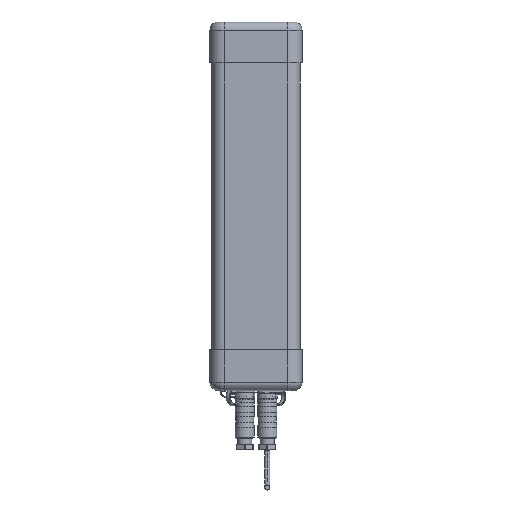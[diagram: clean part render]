
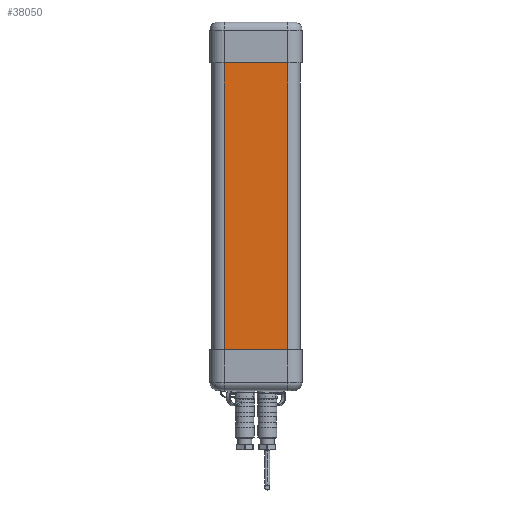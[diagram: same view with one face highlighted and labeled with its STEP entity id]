
A CAD part, front view. The second image highlights one B-rep face of the part: STEP entity #38050.
In plain terms, the highlighted planar face has unit normal (0, -1, 0).
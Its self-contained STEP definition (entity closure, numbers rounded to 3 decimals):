
#21783 = ORIENTED_EDGE ( 'NONE', *, *, #32199, .F. ) ;
#21784 = ORIENTED_EDGE ( 'NONE', *, *, #38426, .T. ) ;
#32199 = EDGE_CURVE ( 'NONE', #32225, #69609, #97555, .T. ) ;
#32225 = VERTEX_POINT ( 'NONE', #97795 ) ;
#34648 = EDGE_CURVE ( 'NONE', #69609, #70495, #49634, .T. ) ;
#37776 = EDGE_LOOP ( 'NONE', ( #37822, #37802, #21783, #21784 ) ) ;
#37802 = ORIENTED_EDGE ( 'NONE', *, *, #34648, .F. ) ;
#37822 = ORIENTED_EDGE ( 'NONE', *, *, #37824, .T. ) ;
#37824 = EDGE_CURVE ( 'NONE', #38817, #70495, #76506, .T. ) ;
#38050 = ADVANCED_FACE ( 'NONE', ( #77880 ), #77855, .F. ) ;
#38426 = EDGE_CURVE ( 'NONE', #32225, #38817, #80307, .T. ) ;
#38817 = VERTEX_POINT ( 'NONE', #83447 ) ;
#49631 = DIRECTION ( 'NONE',  ( 0., 0., -1. ) ) ;
#49632 = VECTOR ( 'NONE', #49631, 1000. ) ;
#49633 = CARTESIAN_POINT ( 'NONE',  ( 31., -80., 280. ) ) ;
#49634 = LINE ( 'NONE', #49633, #49632 ) ;
#69609 = VERTEX_POINT ( 'NONE', #110991 ) ;
#70495 = VERTEX_POINT ( 'NONE', #111058 ) ;
#76500 = DIRECTION ( 'NONE',  ( 1., 0., 0. ) ) ;
#76501 = VECTOR ( 'NONE', #76500, 1000. ) ;
#76504 = CARTESIAN_POINT ( 'NONE',  ( 31., -80., 0. ) ) ;
#76506 = LINE ( 'NONE', #76504, #76501 ) ;
#77850 = AXIS2_PLACEMENT_3D ( 'NONE', #77967, #77966, #77965 ) ;
#77855 = PLANE ( 'NONE',  #77850 ) ;
#77880 = FACE_OUTER_BOUND ( 'NONE', #37776, .T. ) ;
#77965 = DIRECTION ( 'NONE',  ( 0., 0., 1. ) ) ;
#77966 = DIRECTION ( 'NONE',  ( 0., 1., 0. ) ) ;
#77967 = CARTESIAN_POINT ( 'NONE',  ( 31., -80., 280. ) ) ;
#80304 = DIRECTION ( 'NONE',  ( 0., 0., -1. ) ) ;
#80305 = VECTOR ( 'NONE', #80304, 1000. ) ;
#80306 = CARTESIAN_POINT ( 'NONE',  ( -31., -80., 280. ) ) ;
#80307 = LINE ( 'NONE', #80306, #80305 ) ;
#83447 = CARTESIAN_POINT ( 'NONE',  ( -31., -80., 0. ) ) ;
#97549 = DIRECTION ( 'NONE',  ( 1., 0., 0. ) ) ;
#97551 = VECTOR ( 'NONE', #97549, 1000. ) ;
#97553 = CARTESIAN_POINT ( 'NONE',  ( 31., -80., 280. ) ) ;
#97555 = LINE ( 'NONE', #97553, #97551 ) ;
#97795 = CARTESIAN_POINT ( 'NONE',  ( -31., -80., 280. ) ) ;
#110991 = CARTESIAN_POINT ( 'NONE',  ( 31., -80., 280. ) ) ;
#111058 = CARTESIAN_POINT ( 'NONE',  ( 31., -80., 0. ) ) ;
